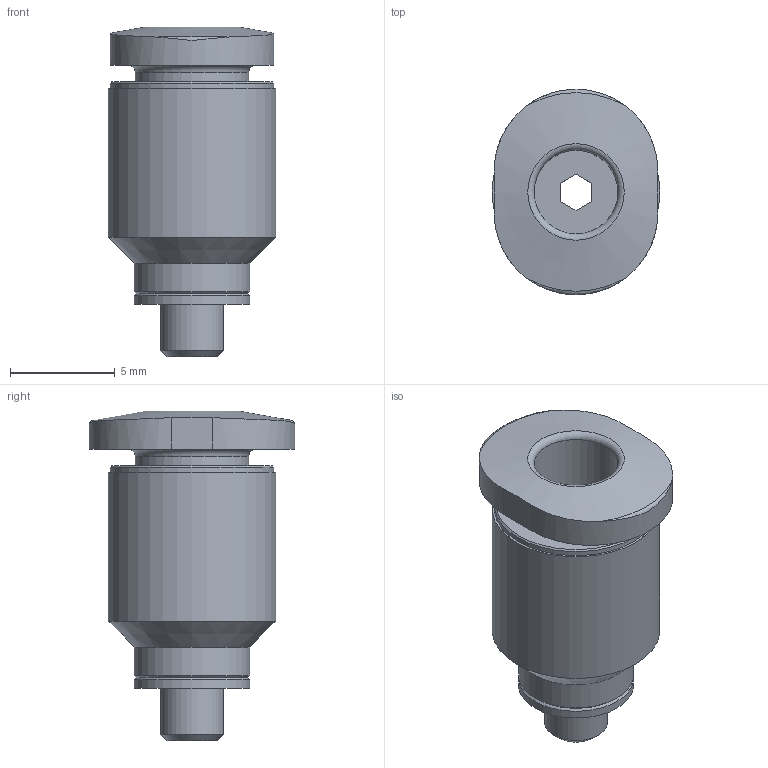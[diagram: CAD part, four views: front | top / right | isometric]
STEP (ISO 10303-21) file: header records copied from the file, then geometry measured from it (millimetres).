
FILE_DESCRIPTION(/* description */ ('STEP AP214'),/* implementation_level */ '2;1');
FILE_NAME(/* name */ '153314_QSM-M3-4-I',/* time_stamp */ '2024-09-10T01:13:02+02:00',/* author */ ('License CC BY-ND 4.0'),/* organization */ ('CADENAS'),/* preprocessor_version */ 'ST-DEVELOPER v19.3',/* originating_system */ 'PARTsolutions',/* authorisation */ ' ');
FILE_SCHEMA (('AUTOMOTIVE_DESIGN {1 0 10303 214 3 1 1}'));
Length unit declared in the file: millimetre
Products named in the file (1): 153314 QSM-M3-4-I
Bounding box: 8 x 9.8 x 15.7 mm (x, y, z)
Volume: 449.4 mm3; surface area: 646.4 mm2
Topology: 1 solids, 1 shells, 33 faces, 73 edges, 46 vertices
Faces by surface type: plane 14, cylinder 9, cone 6, torus 4
Full cylindrical faces by diameter (mm): 3 x1, 4 x1, 5.4 x1, 5.5 x2, 7.8 x1, 8 x1
Entity records: 1092 total; most frequent: CARTESIAN_POINT 166, DIRECTION 138, ORIENTED_EDGE 114, EDGE_CURVE 57, AXIS2_PLACEMENT_3D 57, EDGE_LOOP 54, FACE_BOUND 54, VERTEX_POINT 45
